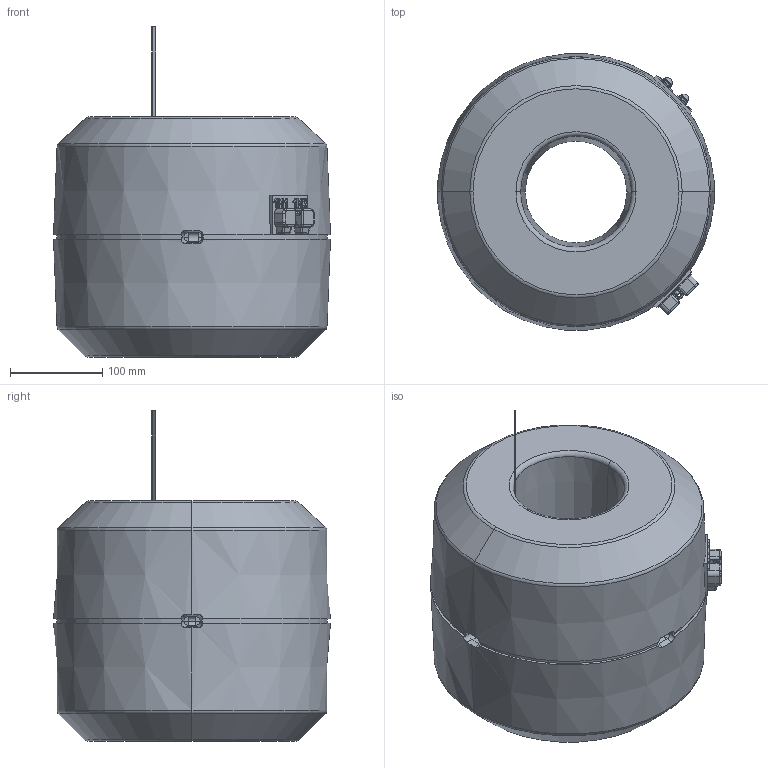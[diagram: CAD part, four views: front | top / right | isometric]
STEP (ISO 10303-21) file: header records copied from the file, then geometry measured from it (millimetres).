
FILE_DESCRIPTION (( 'STEP AP203' ), '1' );
FILE_NAME ('ﾒﾘﾋﾏﾊ-10-1 (1000-2000)ﾀ.STEP', '2022-07-29T06:30:55', ( '' ), ( '' ), 'SwSTEP 2.0', 'SolidWorks 2010', '' );
FILE_SCHEMA (( 'CONFIG_CONTROL_DESIGN' ));
Length unit declared in the file: millimetre
Products named in the file (1): ﾒﾘﾋﾏﾊ-10-1 (1000-2000)ﾀ
Bounding box: 299.44 x 299.11 x 357.5 mm (x, y, z)
Surface area: 436543.7 mm2 (no closed solid volume)
Topology: 0 solids, 13 shells, 350 faces, 1087 edges, 724 vertices
Faces by surface type: plane 139, cylinder 78, cone 58, bspline 51, torus 12, sphere 12
Entity records: 13841 total; most frequent: CARTESIAN_POINT 4829, ORIENTED_EDGE 1846, DIRECTION 1757, EDGE_CURVE 1085, VERTEX_POINT 724, AXIS2_PLACEMENT_3D 645, LINE 467, VECTOR 467
